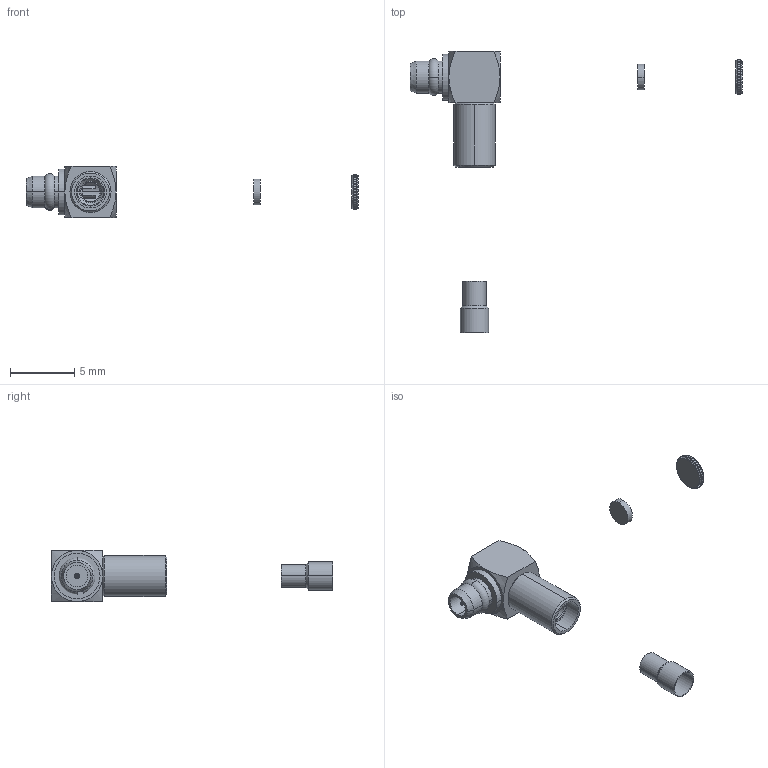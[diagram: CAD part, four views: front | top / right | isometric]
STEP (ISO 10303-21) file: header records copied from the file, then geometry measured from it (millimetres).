
FILE_DESCRIPTION (( 'STEP AP214' ), '1' );
FILE_NAME ('FMCN49850_3D.step', '2024-04-16T16:51:33', ( '' ), ( '' ), 'SwSTEP 2.0', 'SolidWorks 2022', '' );
FILE_SCHEMA (( 'AUTOMOTIVE_DESIGN' ));
Length unit declared in the file: inch
Products named in the file (1): FMCN49850_3D
Bounding box: 25.84 x 21.87 x 3.99 mm (x, y, z)
Volume: 88.6 mm3; surface area: 401 mm2
Topology: 7 solids, 7 shells, 268 faces, 701 edges, 456 vertices
Faces by surface type: plane 154, cylinder 80, cone 30, torus 4
Entity records: 8720 total; most frequent: CARTESIAN_POINT 2340, ORIENTED_EDGE 1402, DIRECTION 1176, EDGE_CURVE 701, AXIS2_PLACEMENT_3D 468, VERTEX_POINT 456, EDGE_LOOP 283, ADVANCED_FACE 268
